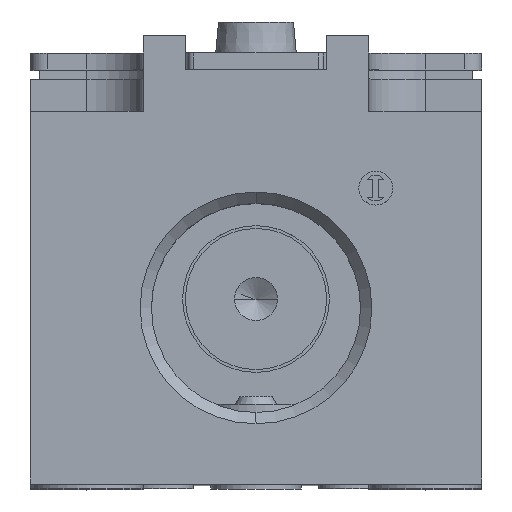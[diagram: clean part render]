
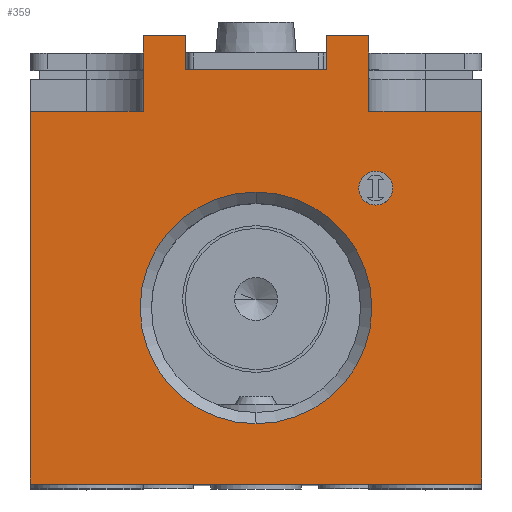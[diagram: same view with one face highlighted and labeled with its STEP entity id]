
A CAD part, top view. The second image highlights one B-rep face of the part: STEP entity #359.
In plain terms, the highlighted planar face has unit normal (0, 0, 1).
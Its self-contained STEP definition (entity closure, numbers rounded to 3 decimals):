
#359=ADVANCED_FACE('',(#1453,#1454,#1455),#1456,.T.);
#1453=FACE_OUTER_BOUND('',#13409,.T.);
#1454=FACE_BOUND('',#13410,.T.);
#1455=FACE_BOUND('',#13411,.T.);
#1456=PLANE('',#13412);
#13409=EDGE_LOOP('',(#23091,#23092,#23093,#23094,#23095,#23096,#23097,#23098,#23099,#23100,#23101,#23102));
#13410=EDGE_LOOP('',(#23103,#23104));
#13411=EDGE_LOOP('',(#23105,#23106));
#13412=AXIS2_PLACEMENT_3D('',#23107,#23108,#23109);
#23091=ORIENTED_EDGE('',*,*,#29057,.T.);
#23092=ORIENTED_EDGE('',*,*,#28943,.F.);
#23093=ORIENTED_EDGE('',*,*,#29058,.F.);
#23094=ORIENTED_EDGE('',*,*,#29059,.T.);
#23095=ORIENTED_EDGE('',*,*,#29060,.F.);
#23096=ORIENTED_EDGE('',*,*,#29061,.T.);
#23097=ORIENTED_EDGE('',*,*,#29062,.T.);
#23098=ORIENTED_EDGE('',*,*,#29007,.T.);
#23099=ORIENTED_EDGE('',*,*,#29056,.F.);
#23100=ORIENTED_EDGE('',*,*,#29054,.T.);
#23101=ORIENTED_EDGE('',*,*,#29063,.F.);
#23102=ORIENTED_EDGE('',*,*,#29064,.T.);
#23103=ORIENTED_EDGE('',*,*,#28849,.T.);
#23104=ORIENTED_EDGE('',*,*,#29065,.T.);
#23105=ORIENTED_EDGE('',*,*,#29066,.T.);
#23106=ORIENTED_EDGE('',*,*,#28829,.T.);
#23107=CARTESIAN_POINT('',(-20.0,-1.7,76.5));
#23108=DIRECTION('',(0.0,0.,1.0));
#23109=DIRECTION('',(0.0,-1.0,0.));
#28829=EDGE_CURVE('',#31252,#31249,#31253,.F.);
#28849=EDGE_CURVE('',#31292,#31289,#31293,.F.);
#28943=EDGE_CURVE('',#31470,#31472,#31473,.F.);
#29007=EDGE_CURVE('',#31575,#31573,#31576,.F.);
#29054=EDGE_CURVE('',#31666,#31664,#31667,.F.);
#29056=EDGE_CURVE('',#31666,#31573,#31669,.T.);
#29057=EDGE_CURVE('',#31670,#31472,#31671,.T.);
#29058=EDGE_CURVE('',#31672,#31470,#31673,.F.);
#29059=EDGE_CURVE('',#31672,#31674,#31675,.F.);
#29060=EDGE_CURVE('',#31676,#31674,#31677,.T.);
#29061=EDGE_CURVE('',#31676,#31678,#31679,.T.);
#29062=EDGE_CURVE('',#31678,#31575,#31680,.T.);
#29063=EDGE_CURVE('',#31681,#31664,#31682,.T.);
#29064=EDGE_CURVE('',#31681,#31670,#31683,.F.);
#29065=EDGE_CURVE('',#31289,#31292,#31684,.F.);
#29066=EDGE_CURVE('',#31249,#31252,#31685,.F.);
#31249=VERTEX_POINT('',#36381);
#31252=VERTEX_POINT('',#36385);
#31253=CIRCLE('',#36386,1.5);
#31289=VERTEX_POINT('',#36431);
#31292=VERTEX_POINT('',#36435);
#31293=CIRCLE('',#36436,10.265);
#31470=VERTEX_POINT('',#36714);
#31472=VERTEX_POINT('',#36717);
#31473=LINE('',#36718,#36719);
#31573=VERTEX_POINT('',#36868);
#31575=VERTEX_POINT('',#36871);
#31576=LINE('',#36872,#36873);
#31664=VERTEX_POINT('',#36998);
#31666=VERTEX_POINT('',#37001);
#31667=LINE('',#37002,#37003);
#31669=LINE('',#37006,#37007);
#31670=VERTEX_POINT('',#37008);
#31671=LINE('',#37009,#37010);
#31672=VERTEX_POINT('',#37011);
#31673=LINE('',#37012,#37013);
#31674=VERTEX_POINT('',#37014);
#31675=LINE('',#37015,#37016);
#31676=VERTEX_POINT('',#37017);
#31677=LINE('',#37018,#37019);
#31678=VERTEX_POINT('',#37020);
#31679=LINE('',#37021,#37022);
#31680=LINE('',#37023,#37024);
#31681=VERTEX_POINT('',#37025);
#31682=LINE('',#37026,#37027);
#31683=LINE('',#37028,#37029);
#31684=CIRCLE('',#37030,10.265);
#31685=CIRCLE('',#37031,1.5);
#36381=CARTESIAN_POINT('',(12.107,24.507,76.5));
#36385=CARTESIAN_POINT('',(9.107,24.507,76.5));
#36386=AXIS2_PLACEMENT_3D('',#41414,#41415,#41416);
#36431=CARTESIAN_POINT('',(0.,24.165,76.5));
#36435=CARTESIAN_POINT('',(0.0,3.635,76.5));
#36436=AXIS2_PLACEMENT_3D('',#41454,#41455,#41456);
#36714=CARTESIAN_POINT('',(20.0,-1.7,76.5));
#36717=CARTESIAN_POINT('',(-20.0,-1.7,76.5));
#36718=CARTESIAN_POINT('',(-10.0,-1.7,76.5));
#36719=VECTOR('',#41634,1.0);
#36868=CARTESIAN_POINT('',(-6.275,35.0,76.5));
#36871=CARTESIAN_POINT('',(6.275,35.0,76.5));
#36872=CARTESIAN_POINT('',(-10.0,35.0,76.5));
#36873=VECTOR('',#41724,1.0);
#36998=CARTESIAN_POINT('',(-10.0,38.0,76.5));
#37001=CARTESIAN_POINT('',(-6.275,38.0,76.5));
#37002=CARTESIAN_POINT('',(-10.0,38.0,76.5));
#37003=VECTOR('',#41787,1.0);
#37006=CARTESIAN_POINT('',(-6.275,16.65,76.5));
#37007=VECTOR('',#41789,1.0);
#37008=CARTESIAN_POINT('',(-20.0,31.3,76.5));
#37009=CARTESIAN_POINT('',(-20.0,-1.7,76.5));
#37010=VECTOR('',#41790,1.0);
#37011=CARTESIAN_POINT('',(20.0,31.3,76.5));
#37012=CARTESIAN_POINT('',(20.0,-1.7,76.5));
#37013=VECTOR('',#41791,1.0);
#37014=CARTESIAN_POINT('',(10.0,31.3,76.5));
#37015=CARTESIAN_POINT('',(-10.0,31.3,76.5));
#37016=VECTOR('',#41792,1.0);
#37017=CARTESIAN_POINT('',(10.0,38.0,76.5));
#37018=CARTESIAN_POINT('',(10.0,16.65,76.5));
#37019=VECTOR('',#41793,1.0);
#37020=CARTESIAN_POINT('',(6.275,38.0,76.5));
#37021=CARTESIAN_POINT('',(-10.0,38.0,76.5));
#37022=VECTOR('',#41794,1.0);
#37023=CARTESIAN_POINT('',(6.275,16.65,76.5));
#37024=VECTOR('',#41795,1.0);
#37025=CARTESIAN_POINT('',(-10.0,31.3,76.5));
#37026=CARTESIAN_POINT('',(-10.0,16.65,76.5));
#37027=VECTOR('',#41796,1.0);
#37028=CARTESIAN_POINT('',(-10.0,31.3,76.5));
#37029=VECTOR('',#41797,1.0);
#37030=AXIS2_PLACEMENT_3D('',#41798,#41799,#41800);
#37031=AXIS2_PLACEMENT_3D('',#41801,#41802,#41803);
#41414=CARTESIAN_POINT('',(10.607,24.507,76.5));
#41415=DIRECTION('',(0.0,0.,1.0));
#41416=DIRECTION('',(1.0,0.0,0.0));
#41454=CARTESIAN_POINT('',(0.0,13.9,76.5));
#41455=DIRECTION('',(0.0,0.,1.0));
#41456=DIRECTION('',(0.0,1.0,0.));
#41634=DIRECTION('',(1.0,0.0,0.0));
#41724=DIRECTION('',(1.0,0.0,0.0));
#41787=DIRECTION('',(1.0,0.0,0.0));
#41789=DIRECTION('',(0.0,-1.0,0.));
#41790=DIRECTION('',(-0.0,-1.0,0.));
#41791=DIRECTION('',(0.0,1.0,0.));
#41792=DIRECTION('',(1.0,0.0,0.0));
#41793=DIRECTION('',(-0.0,-1.0,0.));
#41794=DIRECTION('',(-1.0,0.0,0.0));
#41795=DIRECTION('',(-0.0,-1.0,0.));
#41796=DIRECTION('',(0.0,1.0,0.));
#41797=DIRECTION('',(1.0,0.0,0.0));
#41798=CARTESIAN_POINT('',(0.0,13.9,76.5));
#41799=DIRECTION('',(0.0,0.,1.0));
#41800=DIRECTION('',(0.0,1.0,0.));
#41801=CARTESIAN_POINT('',(10.607,24.507,76.5));
#41802=DIRECTION('',(0.0,0.,1.0));
#41803=DIRECTION('',(1.0,0.0,0.0));
